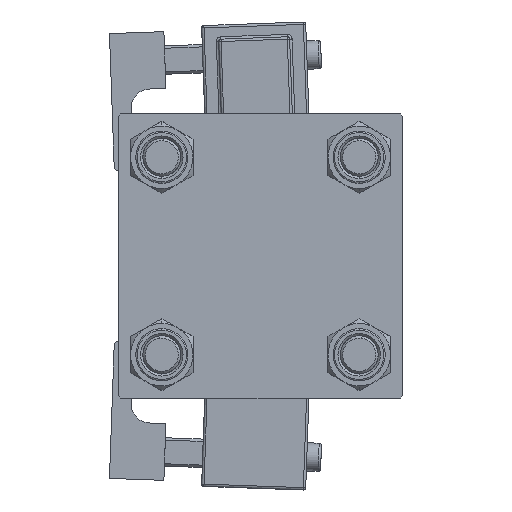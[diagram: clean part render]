
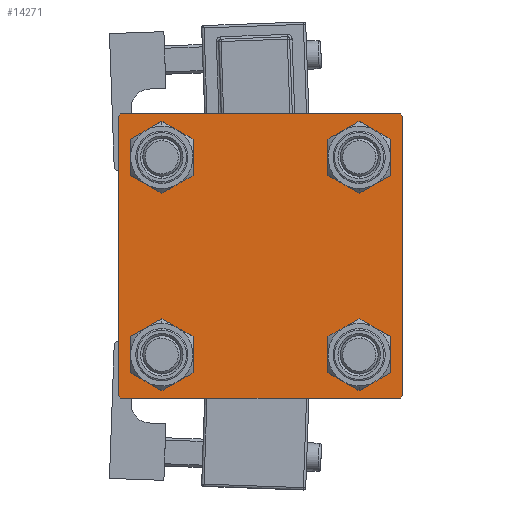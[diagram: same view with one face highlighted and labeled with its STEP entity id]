
A CAD part, left-side view. The second image highlights one B-rep face of the part: STEP entity #14271.
In plain terms, the highlighted planar face has unit normal (-1, 0, 0).
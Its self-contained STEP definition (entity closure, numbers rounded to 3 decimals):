
#172 = LINE ( 'NONE', #439, #30890 ) ;
#439 = CARTESIAN_POINT ( 'NONE',  ( 0., -29.75, -29.75 ) ) ;
#467 = EDGE_CURVE ( 'NONE', #36690, #19186, #9039, .T. ) ;
#692 = LINE ( 'NONE', #46127, #30483 ) ;
#1161 = VERTEX_POINT ( 'NONE', #4503 ) ;
#1415 = ORIENTED_EDGE ( 'NONE', *, *, #43634, .T. ) ;
#1784 = CARTESIAN_POINT ( 'NONE',  ( 0., -29.5, 30. ) ) ;
#1808 = VERTEX_POINT ( 'NONE', #15380 ) ;
#2245 = DIRECTION ( 'NONE',  ( 1., 0., 0. ) ) ;
#2268 = ORIENTED_EDGE ( 'NONE', *, *, #19548, .T. ) ;
#2605 = VECTOR ( 'NONE', #7754, 1000. ) ;
#2944 = ORIENTED_EDGE ( 'NONE', *, *, #49935, .T. ) ;
#3197 = VECTOR ( 'NONE', #34207, 1000. ) ;
#3942 = VECTOR ( 'NONE', #27418, 1000. ) ;
#4197 = CARTESIAN_POINT ( 'NONE',  ( 0., 30., 29.5 ) ) ;
#4503 = CARTESIAN_POINT ( 'NONE',  ( 0., -30., -29.5 ) ) ;
#4848 = EDGE_CURVE ( 'NONE', #11709, #13324, #7300, .T. ) ;
#4955 = ORIENTED_EDGE ( 'NONE', *, *, #7833, .T. ) ;
#6226 = FACE_BOUND ( 'NONE', #28078, .T. ) ;
#6483 = CARTESIAN_POINT ( 'NONE',  ( 0., 0., 0. ) ) ;
#7022 = CARTESIAN_POINT ( 'NONE',  ( 0., -29.75, 29.75 ) ) ;
#7300 = LINE ( 'NONE', #7022, #3942 ) ;
#7506 = DIRECTION ( 'NONE',  ( 1., 0., 0. ) ) ;
#7754 = DIRECTION ( 'NONE',  ( 0., 0.707, -0.707 ) ) ;
#7833 = EDGE_CURVE ( 'NONE', #36309, #36690, #8659, .T. ) ;
#8257 = VECTOR ( 'NONE', #46561, 1000. ) ;
#8486 = CARTESIAN_POINT ( 'NONE',  ( 0., 20.85, -20.85 ) ) ;
#8659 = LINE ( 'NONE', #17609, #3197 ) ;
#9039 = LINE ( 'NONE', #17445, #8257 ) ;
#10822 = EDGE_CURVE ( 'NONE', #26495, #22233, #44971, .T. ) ;
#10851 = EDGE_CURVE ( 'NONE', #14777, #28040, #29345, .T. ) ;
#11203 = CARTESIAN_POINT ( 'NONE',  ( 0., 20.85, -20.85 ) ) ;
#11305 = CIRCLE ( 'NONE', #18247, 4.5 ) ;
#11327 = DIRECTION ( 'NONE',  ( 1., 0., 0. ) ) ;
#11709 = VERTEX_POINT ( 'NONE', #14154 ) ;
#12525 = ORIENTED_EDGE ( 'NONE', *, *, #12810, .T. ) ;
#12532 = EDGE_LOOP ( 'NONE', ( #48579, #34796 ) ) ;
#12617 = VERTEX_POINT ( 'NONE', #22641 ) ;
#12810 = EDGE_CURVE ( 'NONE', #28040, #14777, #35448, .T. ) ;
#13078 = DIRECTION ( 'NONE',  ( 1., 0., 0. ) ) ;
#13324 = VERTEX_POINT ( 'NONE', #1784 ) ;
#13860 = EDGE_LOOP ( 'NONE', ( #14463, #12525 ) ) ;
#14154 = CARTESIAN_POINT ( 'NONE',  ( 0., -30., 29.5 ) ) ;
#14271 = ADVANCED_FACE ( 'NONE', ( #43471, #14354, #19514, #6226, #22794 ), #47551, .T. ) ;
#14354 = FACE_BOUND ( 'NONE', #12532, .T. ) ;
#14403 = VECTOR ( 'NONE', #40988, 1000. ) ;
#14463 = ORIENTED_EDGE ( 'NONE', *, *, #10851, .T. ) ;
#14593 = DIRECTION ( 'NONE',  ( 0., 0., 1. ) ) ;
#14777 = VERTEX_POINT ( 'NONE', #42744 ) ;
#15380 = CARTESIAN_POINT ( 'NONE',  ( 0., -20.85, -25.35 ) ) ;
#15724 = CARTESIAN_POINT ( 'NONE',  ( 0., 20.85, -25.35 ) ) ;
#16120 = ORIENTED_EDGE ( 'NONE', *, *, #16471, .T. ) ;
#16355 = CARTESIAN_POINT ( 'NONE',  ( 0., -20.85, 20.85 ) ) ;
#16471 = EDGE_CURVE ( 'NONE', #22841, #36309, #41729, .T. ) ;
#16989 = EDGE_CURVE ( 'NONE', #19186, #23930, #30752, .T. ) ;
#17078 = DIRECTION ( 'NONE',  ( 1., 0., 0. ) ) ;
#17156 = CARTESIAN_POINT ( 'NONE',  ( 0., -20.85, 16.35 ) ) ;
#17200 = AXIS2_PLACEMENT_3D ( 'NONE', #8486, #50078, #25603 ) ;
#17337 = VERTEX_POINT ( 'NONE', #18909 ) ;
#17445 = CARTESIAN_POINT ( 'NONE',  ( 0., 29.75, -29.75 ) ) ;
#17609 = CARTESIAN_POINT ( 'NONE',  ( 0., 30., 30. ) ) ;
#18247 = AXIS2_PLACEMENT_3D ( 'NONE', #36942, #28768, #53799 ) ;
#18909 = CARTESIAN_POINT ( 'NONE',  ( 0., -20.85, -16.35 ) ) ;
#19186 = VERTEX_POINT ( 'NONE', #33386 ) ;
#19514 = FACE_BOUND ( 'NONE', #13860, .T. ) ;
#19548 = EDGE_CURVE ( 'NONE', #12617, #52154, #52103, .T. ) ;
#20849 = CARTESIAN_POINT ( 'NONE',  ( 0., 30., 30. ) ) ;
#20867 = ORIENTED_EDGE ( 'NONE', *, *, #10822, .T. ) ;
#21498 = ORIENTED_EDGE ( 'NONE', *, *, #467, .T. ) ;
#21515 = DIRECTION ( 'NONE',  ( 0., 0., 1. ) ) ;
#21967 = CARTESIAN_POINT ( 'NONE',  ( 0., -20.85, -20.85 ) ) ;
#22233 = VERTEX_POINT ( 'NONE', #17156 ) ;
#22641 = CARTESIAN_POINT ( 'NONE',  ( 0., 20.85, 16.35 ) ) ;
#22794 = FACE_OUTER_BOUND ( 'NONE', #44522, .T. ) ;
#22841 = VERTEX_POINT ( 'NONE', #53099 ) ;
#22981 = ORIENTED_EDGE ( 'NONE', *, *, #51196, .F. ) ;
#23324 = DIRECTION ( 'NONE',  ( 0., 0., 1. ) ) ;
#23577 = CARTESIAN_POINT ( 'NONE',  ( 0., 30., -29.5 ) ) ;
#23930 = VERTEX_POINT ( 'NONE', #33502 ) ;
#25199 = DIRECTION ( 'NONE',  ( 0., -0.707, 0.707 ) ) ;
#25603 = DIRECTION ( 'NONE',  ( 0., 0., 1. ) ) ;
#26495 = VERTEX_POINT ( 'NONE', #38121 ) ;
#26797 = EDGE_LOOP ( 'NONE', ( #20867, #2944 ) ) ;
#27418 = DIRECTION ( 'NONE',  ( 0., 0.707, 0.707 ) ) ;
#27765 = AXIS2_PLACEMENT_3D ( 'NONE', #33758, #13078, #43249 ) ;
#27803 = CIRCLE ( 'NONE', #27765, 4.5 ) ;
#28040 = VERTEX_POINT ( 'NONE', #15724 ) ;
#28078 = EDGE_LOOP ( 'NONE', ( #1415, #2268 ) ) ;
#28440 = DIRECTION ( 'NONE',  ( 0., 0., 1. ) ) ;
#28768 = DIRECTION ( 'NONE',  ( 1., 0., 0. ) ) ;
#29345 = CIRCLE ( 'NONE', #17200, 4.5 ) ;
#29523 = DIRECTION ( 'NONE',  ( 0., 0., -1. ) ) ;
#30483 = VECTOR ( 'NONE', #29523, 1000. ) ;
#30752 = LINE ( 'NONE', #39462, #53000 ) ;
#30890 = VECTOR ( 'NONE', #25199, 1000. ) ;
#31768 = EDGE_CURVE ( 'NONE', #1808, #17337, #35083, .T. ) ;
#32953 = DIRECTION ( 'NONE',  ( 1., 0., 0. ) ) ;
#33386 = CARTESIAN_POINT ( 'NONE',  ( 0., 29.5, -30. ) ) ;
#33502 = CARTESIAN_POINT ( 'NONE',  ( 0., -29.5, -30. ) ) ;
#33758 = CARTESIAN_POINT ( 'NONE',  ( 0., -20.85, -20.85 ) ) ;
#34207 = DIRECTION ( 'NONE',  ( 0., 0., -1. ) ) ;
#34752 = AXIS2_PLACEMENT_3D ( 'NONE', #41215, #7506, #28440 ) ;
#34796 = ORIENTED_EDGE ( 'NONE', *, *, #31768, .T. ) ;
#35083 = CIRCLE ( 'NONE', #36809, 4.5 ) ;
#35311 = DIRECTION ( 'NONE',  ( -1., 0., 0. ) ) ;
#35448 = CIRCLE ( 'NONE', #38955, 4.5 ) ;
#35887 = EDGE_CURVE ( 'NONE', #23930, #1161, #172, .T. ) ;
#36309 = VERTEX_POINT ( 'NONE', #4197 ) ;
#36690 = VERTEX_POINT ( 'NONE', #23577 ) ;
#36760 = EDGE_CURVE ( 'NONE', #22841, #13324, #45611, .T. ) ;
#36809 = AXIS2_PLACEMENT_3D ( 'NONE', #21967, #17078, #51068 ) ;
#36942 = CARTESIAN_POINT ( 'NONE',  ( 0., -20.85, 20.85 ) ) ;
#38121 = CARTESIAN_POINT ( 'NONE',  ( 0., -20.85, 25.35 ) ) ;
#38908 = AXIS2_PLACEMENT_3D ( 'NONE', #16355, #32953, #21515 ) ;
#38955 = AXIS2_PLACEMENT_3D ( 'NONE', #11203, #2245, #39510 ) ;
#39006 = AXIS2_PLACEMENT_3D ( 'NONE', #39633, #11327, #14593 ) ;
#39462 = CARTESIAN_POINT ( 'NONE',  ( 0., 30., -30. ) ) ;
#39510 = DIRECTION ( 'NONE',  ( 0., 0., 1. ) ) ;
#39633 = CARTESIAN_POINT ( 'NONE',  ( 0., 20.85, 20.85 ) ) ;
#40494 = ORIENTED_EDGE ( 'NONE', *, *, #35887, .T. ) ;
#40988 = DIRECTION ( 'NONE',  ( 0., -1., 0. ) ) ;
#41215 = CARTESIAN_POINT ( 'NONE',  ( 0., 20.85, 20.85 ) ) ;
#41729 = LINE ( 'NONE', #53712, #2605 ) ;
#42094 = ORIENTED_EDGE ( 'NONE', *, *, #16989, .T. ) ;
#42495 = CIRCLE ( 'NONE', #39006, 4.5 ) ;
#42744 = CARTESIAN_POINT ( 'NONE',  ( 0., 20.85, -16.35 ) ) ;
#42823 = ORIENTED_EDGE ( 'NONE', *, *, #4848, .T. ) ;
#43227 = ORIENTED_EDGE ( 'NONE', *, *, #36760, .F. ) ;
#43249 = DIRECTION ( 'NONE',  ( 0., 0., 1. ) ) ;
#43471 = FACE_BOUND ( 'NONE', #26797, .T. ) ;
#43634 = EDGE_CURVE ( 'NONE', #52154, #12617, #42495, .T. ) ;
#44522 = EDGE_LOOP ( 'NONE', ( #4955, #21498, #42094, #40494, #22981, #42823, #43227, #16120 ) ) ;
#44971 = CIRCLE ( 'NONE', #38908, 4.5 ) ;
#45492 = EDGE_CURVE ( 'NONE', #17337, #1808, #27803, .T. ) ;
#45611 = LINE ( 'NONE', #20849, #14403 ) ;
#46127 = CARTESIAN_POINT ( 'NONE',  ( 0., -30., 30. ) ) ;
#46561 = DIRECTION ( 'NONE',  ( 0., -0.707, -0.707 ) ) ;
#47551 = PLANE ( 'NONE',  #48524 ) ;
#48524 = AXIS2_PLACEMENT_3D ( 'NONE', #6483, #35311, #23324 ) ;
#48579 = ORIENTED_EDGE ( 'NONE', *, *, #45492, .T. ) ;
#49935 = EDGE_CURVE ( 'NONE', #22233, #26495, #11305, .T. ) ;
#50078 = DIRECTION ( 'NONE',  ( 1., 0., 0. ) ) ;
#51068 = DIRECTION ( 'NONE',  ( 0., 0., 1. ) ) ;
#51157 = DIRECTION ( 'NONE',  ( 0., -1., 0. ) ) ;
#51196 = EDGE_CURVE ( 'NONE', #11709, #1161, #692, .T. ) ;
#52103 = CIRCLE ( 'NONE', #34752, 4.5 ) ;
#52154 = VERTEX_POINT ( 'NONE', #52827 ) ;
#52827 = CARTESIAN_POINT ( 'NONE',  ( 0., 20.85, 25.35 ) ) ;
#53000 = VECTOR ( 'NONE', #51157, 1000. ) ;
#53099 = CARTESIAN_POINT ( 'NONE',  ( 0., 29.5, 30. ) ) ;
#53712 = CARTESIAN_POINT ( 'NONE',  ( 0., 29.75, 29.75 ) ) ;
#53799 = DIRECTION ( 'NONE',  ( 0., 0., 1. ) ) ;
